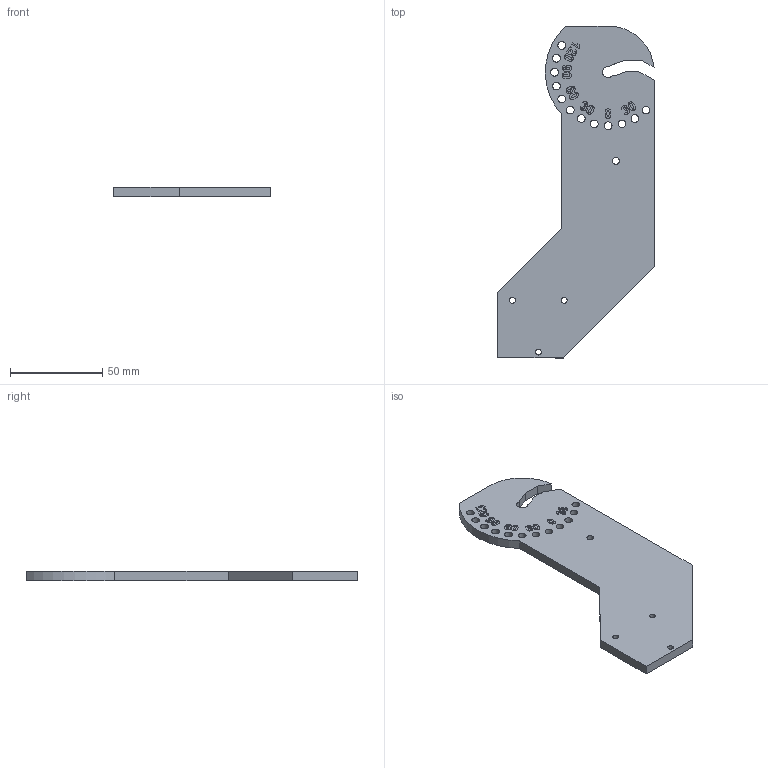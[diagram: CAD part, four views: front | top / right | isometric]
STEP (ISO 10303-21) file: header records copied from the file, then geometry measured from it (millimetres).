
FILE_DESCRIPTION(/* description */ ('','CAx-IF Rec.Pracs.---Representation and Presentation of Product Manufacturing Information (PMI)---4.0---2014-10-13'),/* implementation_level */ '2;1');
FILE_NAME(/* name */ 'FS40+FS80 Kaiser Pivot Shoulder v3.step',/* time_stamp */ '2025-03-23T11:12:56+01:00',/* author */ (''),/* organization */ (''),/* preprocessor_version */ 'ST-DEVELOPER v20',/* originating_system */ 'Autodesk Translation Framework v13.20.0.188',/* authorisation */ '');
FILE_SCHEMA (('AP242_MANAGED_MODEL_BASED_3D_ENGINEERING_MIM_LF { 1 0 10303 442 1 1 4 }'));
Products named in the file (1): FS40+FS80 Kaiser Pivot Shoulder
Bounding box: 84.79 x 179.7 x 5 mm (x, y, z)
Volume: 46843 mm3; surface area: 23246.1 mm2
Topology: 25 solids, 25 shells, 1136 faces, 3138 edges, 2092 vertices
Faces by surface type: bspline 944, plane 171, cylinder 21
Full cylindrical faces by diameter (mm): 3.2 x3, 3.8 x1, 4.2 x12
Entity records: 45041 total; most frequent: CARTESIAN_POINT 22415, ORIENTED_EDGE 6276, EDGE_CURVE 3138, VERTEX_POINT 2092, B_SPLINE_CURVE_WITH_KNOTS 1888, DIRECTION 1678, EDGE_LOOP 1240, LINE 1208
